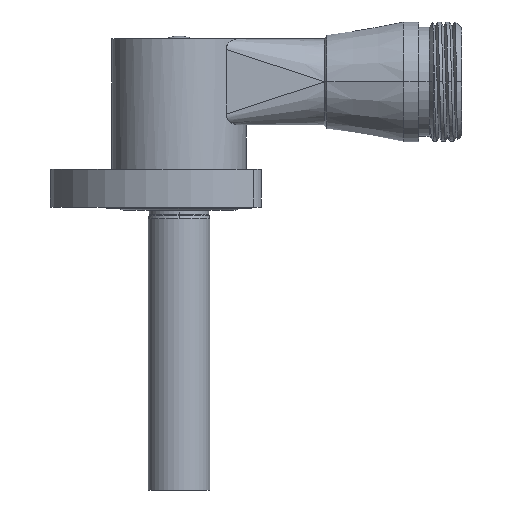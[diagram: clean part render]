
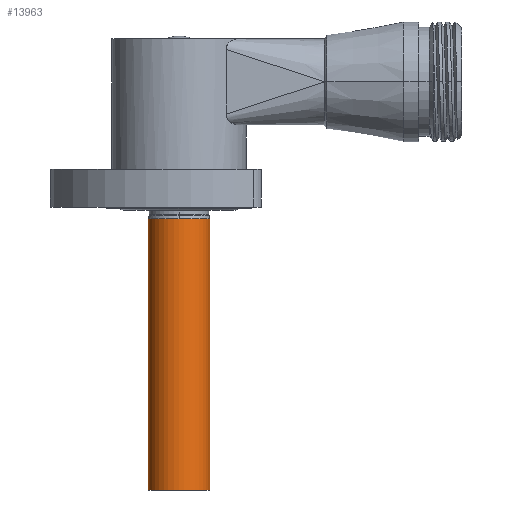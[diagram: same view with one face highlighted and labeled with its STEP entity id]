
A CAD part, front view. The second image highlights one B-rep face of the part: STEP entity #13963.
In plain terms, the highlighted cylindrical face has radius 5.75 mm (diameter 11.5 mm), a partial arc.
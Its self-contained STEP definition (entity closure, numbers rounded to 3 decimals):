
#11373=CARTESIAN_POINT('',(0.,0.,-6.2));
#11374=DIRECTION('',(0.,0.,-1.));
#11375=DIRECTION('',(1.,0.,0.));
#11376=AXIS2_PLACEMENT_3D('',#11373,#11374,#11375);
#11392=CARTESIAN_POINT('',(0.,0.,-6.2));
#11393=DIRECTION('',(0.,0.,-1.));
#11394=DIRECTION('',(0.,-1.,0.));
#11395=AXIS2_PLACEMENT_3D('',#11392,#11393,#11394);
#11444=DIRECTION('',(0.,0.,1.));
#11445=VECTOR('',#11444,50.37);
#11446=CARTESIAN_POINT('',(5.75,0.,-56.57));
#11447=LINE('',#11446,#11445);
#11448=DIRECTION('',(0.,0.,-1.));
#11449=VECTOR('',#11448,50.37);
#11450=CARTESIAN_POINT('',(-5.75,0.,-6.2));
#11451=LINE('',#11450,#11449);
#11457=CARTESIAN_POINT('',(0.,0.,-56.57));
#11458=DIRECTION('',(0.,0.,-1.));
#11459=DIRECTION('',(1.,0.,0.));
#11460=AXIS2_PLACEMENT_3D('',#11457,#11458,#11459);
#13362=CARTESIAN_POINT('',(5.75,0.,-6.2));
#13363=VERTEX_POINT('',#13362);
#13364=CARTESIAN_POINT('',(0.,-5.75,-6.2));
#13365=VERTEX_POINT('',#13364);
#13366=CARTESIAN_POINT('',(-5.75,0.,-6.2));
#13367=VERTEX_POINT('',#13366);
#13368=CARTESIAN_POINT('',(5.75,0.,-56.57));
#13369=VERTEX_POINT('',#13368);
#13370=CARTESIAN_POINT('',(-5.75,0.,-56.57));
#13371=VERTEX_POINT('',#13370);
#13950=CARTESIAN_POINT('',(0.,0.,-5.193));
#13951=DIRECTION('',(0.,0.,-1.));
#13952=DIRECTION('',(-1.,0.,0.));
#13953=AXIS2_PLACEMENT_3D('',#13950,#13951,#13952);
#13954=CYLINDRICAL_SURFACE('',#13953,5.75);
#13955=ORIENTED_EDGE('',*,*,#13871,.T.);
#13956=ORIENTED_EDGE('',*,*,#13890,.T.);
#13957=ORIENTED_EDGE('',*,*,#13944,.T.);
#13959=ORIENTED_EDGE('',*,*,#13958,.F.);
#13960=ORIENTED_EDGE('',*,*,#13940,.T.);
#13961=EDGE_LOOP('',(#13955,#13956,#13957,#13959,#13960));
#13962=FACE_OUTER_BOUND('',#13961,.F.);
#13963=ADVANCED_FACE('',(#13962),#13954,.F.);
#11377=CIRCLE('',#11376,5.75);
#11396=CIRCLE('',#11395,5.75);
#11461=CIRCLE('',#11460,5.75);
#13871=EDGE_CURVE('',#13363,#13365,#11377,.T.);
#13890=EDGE_CURVE('',#13365,#13367,#11396,.T.);
#13940=EDGE_CURVE('',#13369,#13363,#11447,.T.);
#13944=EDGE_CURVE('',#13367,#13371,#11451,.T.);
#13958=EDGE_CURVE('',#13369,#13371,#11461,.T.);
